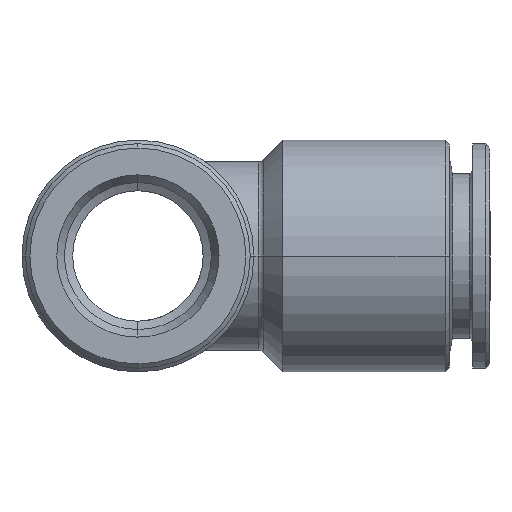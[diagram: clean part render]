
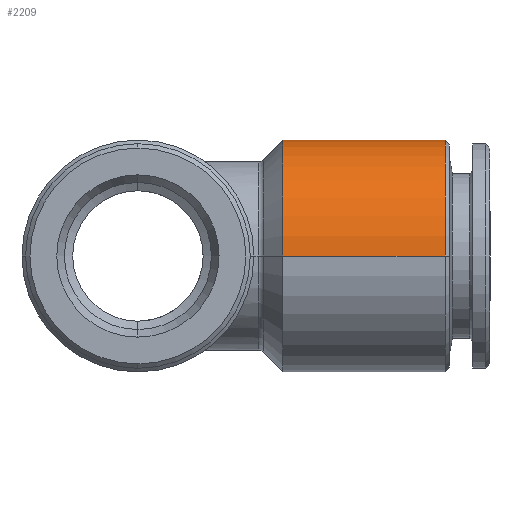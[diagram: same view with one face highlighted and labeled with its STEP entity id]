
A CAD part, left-side view. The second image highlights one B-rep face of the part: STEP entity #2209.
In plain terms, the highlighted cylindrical face has radius 8 mm (diameter 16 mm), a partial arc.
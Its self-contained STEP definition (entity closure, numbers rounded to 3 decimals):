
#1070 = LINE ( 'NONE', #1101, #1121 ) ;
#1101 = CARTESIAN_POINT ( 'NONE',  ( -8., 0., 0. ) ) ;
#1116 = DIRECTION ( 'NONE',  ( 0., 1., 0. ) ) ;
#1121 = VECTOR ( 'NONE', #1116, 1000. ) ;
#1204 = DIRECTION ( 'NONE',  ( -1., 0., 0. ) ) ;
#1629 = DIRECTION ( 'NONE',  ( 0., -1., 0. ) ) ;
#1630 = DIRECTION ( 'NONE',  ( 1., 0., 0. ) ) ;
#1632 = LINE ( 'NONE', #1643, #1649 ) ;
#1636 = CARTESIAN_POINT ( 'NONE',  ( -8., -10., 0. ) ) ;
#1637 = AXIS2_PLACEMENT_3D ( 'NONE', #1650, #1629, #1630 ) ;
#1641 = CIRCLE ( 'NONE', #1637, 8. ) ;
#1643 = CARTESIAN_POINT ( 'NONE',  ( 8., 0., 0. ) ) ;
#1644 = DIRECTION ( 'NONE',  ( 0., 1., 0. ) ) ;
#1649 = VECTOR ( 'NONE', #1644, 1000. ) ;
#1650 = CARTESIAN_POINT ( 'NONE',  ( 0., -10., 0. ) ) ;
#1718 = CYLINDRICAL_SURFACE ( 'NONE', #1720, 8. ) ;
#1719 = CARTESIAN_POINT ( 'NONE',  ( 0., 0., 0. ) ) ;
#1720 = AXIS2_PLACEMENT_3D ( 'NONE', #1719, #1725, #1204 ) ;
#1721 = FACE_OUTER_BOUND ( 'NONE', #2210, .T. ) ;
#1725 = DIRECTION ( 'NONE',  ( 0., 1., 0. ) ) ;
#1753 = CARTESIAN_POINT ( 'NONE',  ( 8., -21.2, 0. ) ) ;
#1764 = CIRCLE ( 'NONE', #1770, 8. ) ;
#1767 = DIRECTION ( 'NONE',  ( -1., 0., 0. ) ) ;
#1768 = DIRECTION ( 'NONE',  ( 0., 1., 0. ) ) ;
#1769 = CARTESIAN_POINT ( 'NONE',  ( 0., -21.2, 0. ) ) ;
#1770 = AXIS2_PLACEMENT_3D ( 'NONE', #1769, #1768, #1767 ) ;
#1771 = CARTESIAN_POINT ( 'NONE',  ( 8., -10., 0. ) ) ;
#1821 = CARTESIAN_POINT ( 'NONE',  ( -8., -21.2, 0. ) ) ;
#2181 = ORIENTED_EDGE ( 'NONE', *, *, #2225, .T. ) ;
#2182 = ORIENTED_EDGE ( 'NONE', *, *, #2183, .T. ) ;
#2183 = EDGE_CURVE ( 'NONE', #2229, #2227, #1632, .T. ) ;
#2184 = ORIENTED_EDGE ( 'NONE', *, *, #2185, .T. ) ;
#2185 = EDGE_CURVE ( 'NONE', #2227, #2186, #1641, .T. ) ;
#2186 = VERTEX_POINT ( 'NONE', #1636 ) ;
#2209 = ADVANCED_FACE ( 'NONE', ( #1721 ), #1718, .T. ) ;
#2210 = EDGE_LOOP ( 'NONE', ( #2181, #2182, #2184, #2323 ) ) ;
#2225 = EDGE_CURVE ( 'NONE', #2280, #2229, #1764, .T. ) ;
#2227 = VERTEX_POINT ( 'NONE', #1771 ) ;
#2229 = VERTEX_POINT ( 'NONE', #1753 ) ;
#2280 = VERTEX_POINT ( 'NONE', #1821 ) ;
#2323 = ORIENTED_EDGE ( 'NONE', *, *, #2407, .F. ) ;
#2407 = EDGE_CURVE ( 'NONE', #2280, #2186, #1070, .T. ) ;
